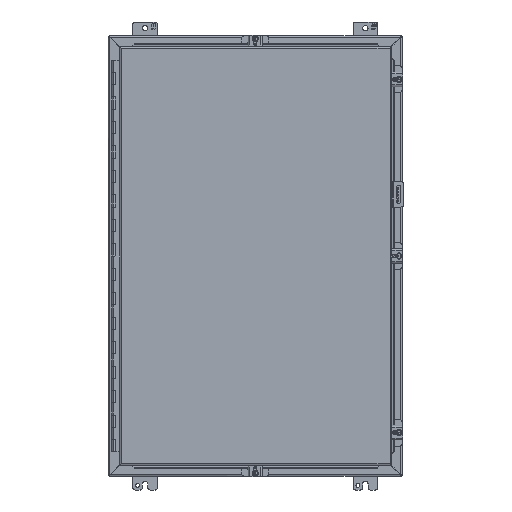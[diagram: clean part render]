
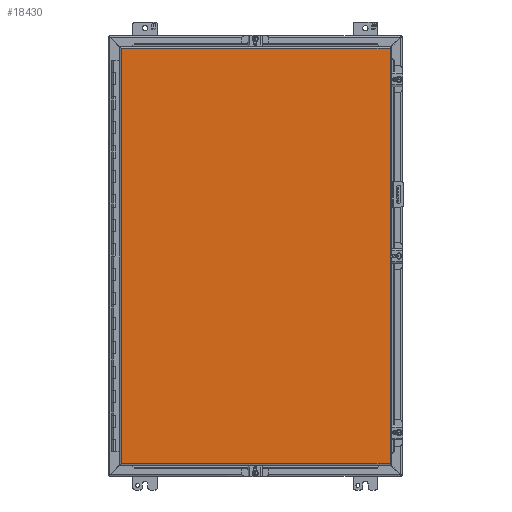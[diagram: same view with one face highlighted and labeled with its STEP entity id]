
A CAD part, front view. The second image highlights one B-rep face of the part: STEP entity #18430.
In plain terms, the highlighted planar face has unit normal (0, -1, 0).
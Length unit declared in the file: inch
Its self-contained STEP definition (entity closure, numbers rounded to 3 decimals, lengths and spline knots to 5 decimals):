
#98 = EDGE_CURVE ( 'NONE', #10171, #37192, #53824, .T. ) ;
#2231 = FACE_OUTER_BOUND ( 'NONE', #30137, .T. ) ;
#4278 = DIRECTION ( 'NONE',  ( -1., 0., 0. ) ) ;
#4735 = VECTOR ( 'NONE', #50168, 39.37008 ) ;
#5881 = LINE ( 'NONE', #35797, #35742 ) ;
#10171 = VERTEX_POINT ( 'NONE', #35405 ) ;
#11204 = EDGE_CURVE ( 'NONE', #35114, #10171, #50466, .T. ) ;
#13881 = VECTOR ( 'NONE', #46794, 39.37008 ) ;
#15214 = CARTESIAN_POINT ( 'NONE',  ( -10.954, -7.174, 1.0055 ) ) ;
#15539 = VERTEX_POINT ( 'NONE', #42677 ) ;
#17372 = EDGE_CURVE ( 'NONE', #15539, #35114, #5881, .T. ) ;
#18430 = ADVANCED_FACE ( 'NONE', ( #2231 ), #44844, .T. ) ;
#19468 = DIRECTION ( 'NONE',  ( 0., -1., 0. ) ) ;
#21155 = CARTESIAN_POINT ( 'NONE',  ( -10.954, -7.174, 34.9945 ) ) ;
#21757 = ORIENTED_EDGE ( 'NONE', *, *, #98, .F. ) ;
#22091 = CARTESIAN_POINT ( 'NONE',  ( 11.018, -7.174, 1.0055 ) ) ;
#24240 = CARTESIAN_POINT ( 'NONE',  ( 11.018, -7.174, 34.9945 ) ) ;
#24507 = ORIENTED_EDGE ( 'NONE', *, *, #31293, .F. ) ;
#27734 = AXIS2_PLACEMENT_3D ( 'NONE', #15214, #19468, #30555 ) ;
#30123 = ORIENTED_EDGE ( 'NONE', *, *, #17372, .F. ) ;
#30137 = EDGE_LOOP ( 'NONE', ( #21757, #44663, #30123, #24507 ) ) ;
#30555 = DIRECTION ( 'NONE',  ( 0., 0., -1. ) ) ;
#31293 = EDGE_CURVE ( 'NONE', #37192, #15539, #34202, .T. ) ;
#32918 = VECTOR ( 'NONE', #4278, 39.37008 ) ;
#34202 = LINE ( 'NONE', #22091, #32918 ) ;
#35114 = VERTEX_POINT ( 'NONE', #38802 ) ;
#35405 = CARTESIAN_POINT ( 'NONE',  ( 11.018, -7.174, 34.9945 ) ) ;
#35742 = VECTOR ( 'NONE', #36646, 39.37008 ) ;
#35797 = CARTESIAN_POINT ( 'NONE',  ( -10.954, -7.174, 1.0055 ) ) ;
#36646 = DIRECTION ( 'NONE',  ( 0., 0., 1. ) ) ;
#37192 = VERTEX_POINT ( 'NONE', #38050 ) ;
#38050 = CARTESIAN_POINT ( 'NONE',  ( 11.018, -7.174, 1.0055 ) ) ;
#38802 = CARTESIAN_POINT ( 'NONE',  ( -10.954, -7.174, 34.9945 ) ) ;
#42677 = CARTESIAN_POINT ( 'NONE',  ( -10.954, -7.174, 1.0055 ) ) ;
#44663 = ORIENTED_EDGE ( 'NONE', *, *, #11204, .F. ) ;
#44844 = PLANE ( 'NONE',  #27734 ) ;
#46794 = DIRECTION ( 'NONE',  ( 1., 0., 0. ) ) ;
#50168 = DIRECTION ( 'NONE',  ( 0., 0., -1. ) ) ;
#50466 = LINE ( 'NONE', #21155, #13881 ) ;
#53824 = LINE ( 'NONE', #24240, #4735 ) ;
